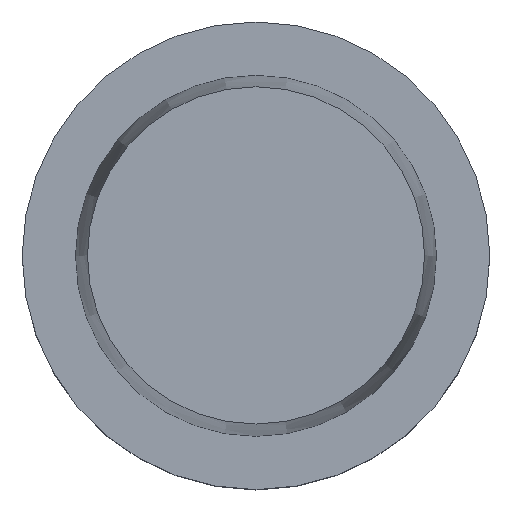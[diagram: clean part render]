
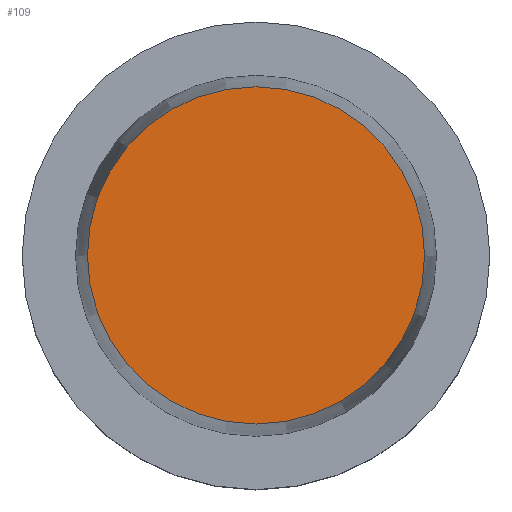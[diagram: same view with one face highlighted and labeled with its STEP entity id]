
A CAD part, top view. The second image highlights one B-rep face of the part: STEP entity #109.
In plain terms, the highlighted planar face has unit normal (0, 0, 1).
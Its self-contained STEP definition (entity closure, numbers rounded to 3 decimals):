
#75=FACE_OUTER_BOUND('',#225,.T.);
#85=PLANE('',#487);
#109=ADVANCED_FACE('CU_CO_N1_SU_3',(#75),#85,.F.);
#225=EDGE_LOOP('',(#285));
#285=ORIENTED_EDGE('',*,*,#358,.F.);
#328=VERTEX_POINT('',#718);
#358=EDGE_CURVE('',#328,#328,#388,.T.);
#388=CIRCLE('',#486,22.712);
#486=AXIS2_PLACEMENT_3D('',#717,#602,#603);
#487=AXIS2_PLACEMENT_3D('',#719,#604,#605);
#602=DIRECTION('',(0.,0.,-1.));
#603=DIRECTION('',(-1.,0.,0.));
#604=DIRECTION('',(0.,0.,-1.));
#605=DIRECTION('',(-1.,0.,0.));
#717=CARTESIAN_POINT('',(0.,0.,32.));
#718=CARTESIAN_POINT('',(-22.712,0.,32.));
#719=CARTESIAN_POINT('',(0.,0.,32.));
